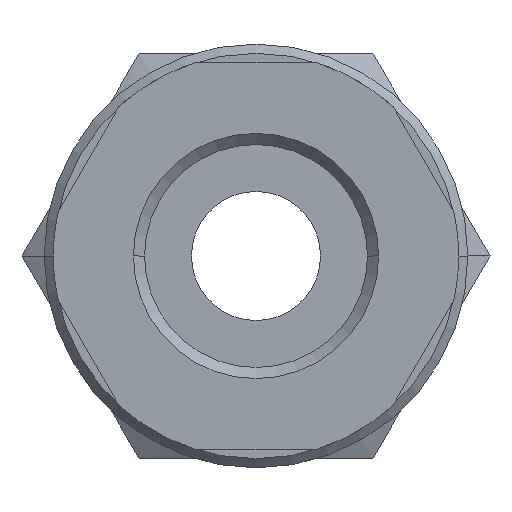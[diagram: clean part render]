
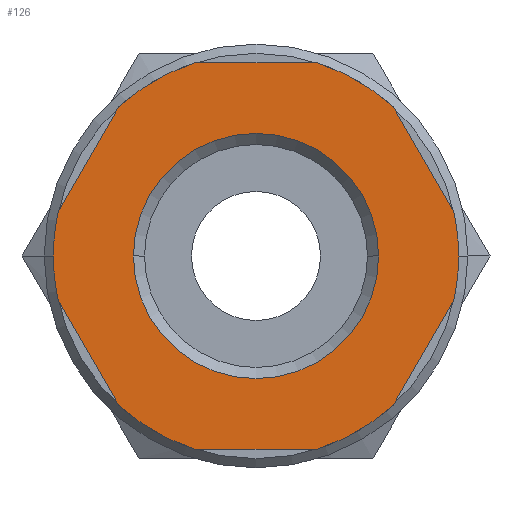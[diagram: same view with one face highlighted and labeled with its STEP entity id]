
A CAD part, front view. The second image highlights one B-rep face of the part: STEP entity #126.
In plain terms, the highlighted planar face has unit normal (0, -1, 0).
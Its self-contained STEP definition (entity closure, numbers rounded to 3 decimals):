
#126=ADVANCED_FACE('',(#309,#310),#311,.T.);
#309=FACE_BOUND('',#554,.T.);
#310=FACE_OUTER_BOUND('',#555,.T.);
#311=PLANE('',#556);
#554=EDGE_LOOP('',(#856,#857));
#555=EDGE_LOOP('',(#858,#859,#860,#861,#862,#863,#864,#865,#866,#867,#868,#869,#870,#871));
#556=AXIS2_PLACEMENT_3D('',#872,#873,#874);
#856=ORIENTED_EDGE('',*,*,#1456,.T.);
#857=ORIENTED_EDGE('',*,*,#1396,.T.);
#858=ORIENTED_EDGE('',*,*,#1457,.T.);
#859=ORIENTED_EDGE('',*,*,#1458,.F.);
#860=ORIENTED_EDGE('',*,*,#1443,.T.);
#861=ORIENTED_EDGE('',*,*,#1459,.F.);
#862=ORIENTED_EDGE('',*,*,#1460,.T.);
#863=ORIENTED_EDGE('',*,*,#1461,.F.);
#864=ORIENTED_EDGE('',*,*,#1462,.F.);
#865=ORIENTED_EDGE('',*,*,#1463,.T.);
#866=ORIENTED_EDGE('',*,*,#1464,.F.);
#867=ORIENTED_EDGE('',*,*,#1417,.T.);
#868=ORIENTED_EDGE('',*,*,#1465,.F.);
#869=ORIENTED_EDGE('',*,*,#1466,.T.);
#870=ORIENTED_EDGE('',*,*,#1452,.F.);
#871=ORIENTED_EDGE('',*,*,#1467,.F.);
#872=CARTESIAN_POINT('',(5.5,0.0,0.0));
#873=DIRECTION('',(-0.0,-1.0,-0.0));
#874=DIRECTION('',(-1.0,0.0,0.0));
#1396=EDGE_CURVE('',#1638,#1642,#1644,.T.);
#1417=EDGE_CURVE('',#1679,#1676,#1680,.T.);
#1443=EDGE_CURVE('',#1725,#1722,#1726,.T.);
#1452=EDGE_CURVE('',#1739,#1741,#1742,.T.);
#1456=EDGE_CURVE('',#1642,#1638,#1747,.T.);
#1457=EDGE_CURVE('',#1748,#1749,#1750,.T.);
#1458=EDGE_CURVE('',#1725,#1749,#1751,.T.);
#1459=EDGE_CURVE('',#1752,#1722,#1753,.T.);
#1460=EDGE_CURVE('',#1752,#1754,#1755,.T.);
#1461=EDGE_CURVE('',#1756,#1754,#1757,.T.);
#1462=EDGE_CURVE('',#1758,#1756,#1759,.T.);
#1463=EDGE_CURVE('',#1758,#1760,#1761,.T.);
#1464=EDGE_CURVE('',#1679,#1760,#1762,.T.);
#1465=EDGE_CURVE('',#1763,#1676,#1764,.T.);
#1466=EDGE_CURVE('',#1763,#1741,#1765,.T.);
#1467=EDGE_CURVE('',#1748,#1739,#1766,.T.);
#1638=VERTEX_POINT('',#1984);
#1642=VERTEX_POINT('',#1989);
#1644=CIRCLE('',#1992,6.655);
#1676=VERTEX_POINT('',#2070);
#1679=VERTEX_POINT('',#2074);
#1680=LINE('',#2075,#2076);
#1722=VERTEX_POINT('',#2161);
#1725=VERTEX_POINT('',#2165);
#1726=LINE('',#2166,#2167);
#1739=VERTEX_POINT('',#2194);
#1741=VERTEX_POINT('',#2197);
#1742=CIRCLE('',#2198,11.0);
#1747=CIRCLE('',#2204,6.655);
#1748=VERTEX_POINT('',#2205);
#1749=VERTEX_POINT('',#2206);
#1750=LINE('',#2207,#2208);
#1751=CIRCLE('',#2209,11.0);
#1752=VERTEX_POINT('',#2210);
#1753=CIRCLE('',#2211,11.0);
#1754=VERTEX_POINT('',#2212);
#1755=LINE('',#2213,#2214);
#1756=VERTEX_POINT('',#2215);
#1757=CIRCLE('',#2216,11.0);
#1758=VERTEX_POINT('',#2217);
#1759=CIRCLE('',#2218,11.0);
#1760=VERTEX_POINT('',#2219);
#1761=LINE('',#2220,#2221);
#1762=CIRCLE('',#2222,11.0);
#1763=VERTEX_POINT('',#2223);
#1764=CIRCLE('',#2224,11.0);
#1765=LINE('',#2225,#2226);
#1766=CIRCLE('',#2227,11.0);
#1984=CARTESIAN_POINT('',(6.655,0.0,0.));
#1989=CARTESIAN_POINT('',(-6.655,0.0,0.));
#1992=AXIS2_PLACEMENT_3D('',#2663,#2664,#2665);
#2070=CARTESIAN_POINT('',(-3.279,0.0,10.5));
#2074=CARTESIAN_POINT('',(3.279,0.0,10.5));
#2075=CARTESIAN_POINT('',(2.75,0.0,10.5));
#2076=VECTOR('',#2693,1.0);
#2161=CARTESIAN_POINT('',(3.279,0.0,-10.5));
#2165=CARTESIAN_POINT('',(-3.279,0.0,-10.5));
#2166=CARTESIAN_POINT('',(2.75,0.0,-10.5));
#2167=VECTOR('',#2723,1.0);
#2194=CARTESIAN_POINT('',(-11.0,0.0,0.));
#2197=CARTESIAN_POINT('',(-10.733,0.0,2.411));
#2198=AXIS2_PLACEMENT_3D('',#2731,#2732,#2733);
#2204=AXIS2_PLACEMENT_3D('',#2738,#2739,#2740);
#2205=CARTESIAN_POINT('',(-10.733,0.0,-2.411));
#2206=CARTESIAN_POINT('',(-7.454,0.0,-8.089));
#2207=CARTESIAN_POINT('',(-8.406,0.0,-6.441));
#2208=VECTOR('',#2741,1.0);
#2209=AXIS2_PLACEMENT_3D('',#2742,#2743,#2744);
#2210=CARTESIAN_POINT('',(7.454,0.0,-8.089));
#2211=AXIS2_PLACEMENT_3D('',#2745,#2746,#2747);
#2212=CARTESIAN_POINT('',(10.733,0.0,-2.411));
#2213=CARTESIAN_POINT('',(9.781,0.0,-4.059));
#2214=VECTOR('',#2748,1.0);
#2215=CARTESIAN_POINT('',(11.0,0.0,0.));
#2216=AXIS2_PLACEMENT_3D('',#2749,#2750,#2751);
#2217=CARTESIAN_POINT('',(10.733,0.0,2.411));
#2218=AXIS2_PLACEMENT_3D('',#2752,#2753,#2754);
#2219=CARTESIAN_POINT('',(7.454,0.0,8.089));
#2220=CARTESIAN_POINT('',(9.781,0.0,4.059));
#2221=VECTOR('',#2755,1.0);
#2222=AXIS2_PLACEMENT_3D('',#2756,#2757,#2758);
#2223=CARTESIAN_POINT('',(-7.454,0.0,8.089));
#2224=AXIS2_PLACEMENT_3D('',#2759,#2760,#2761);
#2225=CARTESIAN_POINT('',(-8.406,0.0,6.441));
#2226=VECTOR('',#2762,1.0);
#2227=AXIS2_PLACEMENT_3D('',#2763,#2764,#2765);
#2663=CARTESIAN_POINT('',(0.0,0.0,0.0));
#2664=DIRECTION('',(-0.0,1.0,0.0));
#2665=DIRECTION('',(1.0,0.0,0.0));
#2693=DIRECTION('',(-1.0,0.0,0.));
#2723=DIRECTION('',(1.0,-0.0,0.0));
#2731=CARTESIAN_POINT('',(0.0,0.0,0.0));
#2732=DIRECTION('',(-0.0,1.0,0.0));
#2733=DIRECTION('',(1.0,0.0,0.0));
#2738=CARTESIAN_POINT('',(0.0,0.0,0.0));
#2739=DIRECTION('',(-0.0,1.0,0.0));
#2740=DIRECTION('',(1.0,0.0,0.0));
#2741=DIRECTION('',(0.5,0.0,-0.866));
#2742=CARTESIAN_POINT('',(0.0,0.0,0.0));
#2743=DIRECTION('',(-0.0,1.0,0.0));
#2744=DIRECTION('',(1.0,0.0,0.0));
#2745=CARTESIAN_POINT('',(0.0,0.0,0.0));
#2746=DIRECTION('',(-0.0,1.0,0.0));
#2747=DIRECTION('',(1.0,0.0,0.0));
#2748=DIRECTION('',(0.5,-0.0,0.866));
#2749=CARTESIAN_POINT('',(0.0,0.0,0.0));
#2750=DIRECTION('',(-0.0,1.0,0.0));
#2751=DIRECTION('',(1.0,0.0,0.0));
#2752=CARTESIAN_POINT('',(0.0,0.0,0.0));
#2753=DIRECTION('',(-0.0,1.0,0.0));
#2754=DIRECTION('',(1.0,0.0,0.0));
#2755=DIRECTION('',(-0.5,0.0,0.866));
#2756=CARTESIAN_POINT('',(0.0,0.0,0.0));
#2757=DIRECTION('',(-0.0,1.0,0.0));
#2758=DIRECTION('',(1.0,0.0,0.0));
#2759=CARTESIAN_POINT('',(0.0,0.0,0.0));
#2760=DIRECTION('',(-0.0,1.0,0.0));
#2761=DIRECTION('',(1.0,0.0,0.0));
#2762=DIRECTION('',(-0.5,0.0,-0.866));
#2763=CARTESIAN_POINT('',(0.0,0.0,0.0));
#2764=DIRECTION('',(-0.0,1.0,0.0));
#2765=DIRECTION('',(1.0,0.0,0.0));
